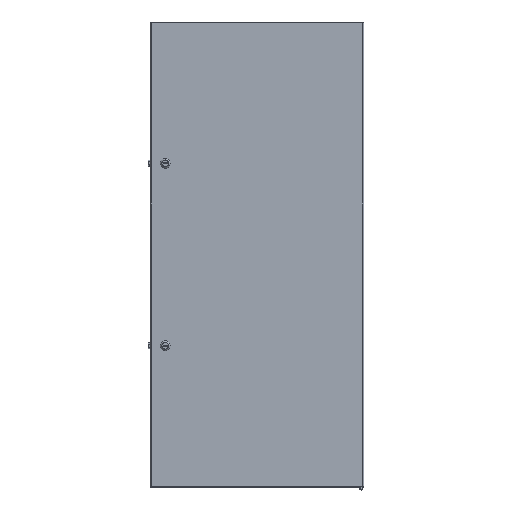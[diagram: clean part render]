
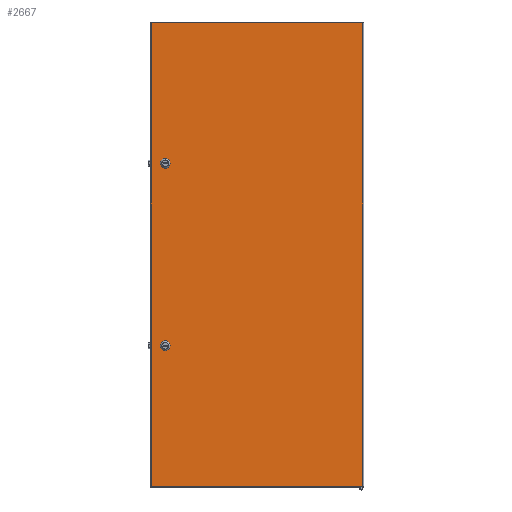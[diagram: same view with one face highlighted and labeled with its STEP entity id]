
A CAD part, top view. The second image highlights one B-rep face of the part: STEP entity #2667.
In plain terms, the highlighted planar face has unit normal (0, 0, 1).
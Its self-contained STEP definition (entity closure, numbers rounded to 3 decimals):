
#44 = CARTESIAN_POINT ( 'NONE',  ( -220.407, -217.556, 9.598 ) ) ;
#144 = CARTESIAN_POINT ( 'NONE',  ( -254.195, -551.056, 9.598 ) ) ;
#232 = DIRECTION ( 'NONE',  ( 1., 0., 0. ) ) ;
#288 = ORIENTED_EDGE ( 'NONE', *, *, #3738, .T. ) ;
#319 = LINE ( 'NONE', #1661, #4016 ) ;
#847 = EDGE_CURVE ( 'NONE', #11113, #14204, #319, .T. ) ;
#1052 = CARTESIAN_POINT ( 'NONE',  ( 248.593, -551.056, 9.598 ) ) ;
#1281 = EDGE_CURVE ( 'NONE', #6143, #11113, #5411, .T. ) ;
#1301 = CIRCLE ( 'NONE', #10130, 9.5 ) ;
#1437 = CARTESIAN_POINT ( 'NONE',  ( -228.407, 220.567, 9.598 ) ) ;
#1494 = DIRECTION ( 'NONE',  ( 0., 0., 1. ) ) ;
#1661 = CARTESIAN_POINT ( 'NONE',  ( 248.593, -551.844, 9.598 ) ) ;
#1794 = DIRECTION ( 'NONE',  ( 0., 0., -1. ) ) ;
#1866 = CARTESIAN_POINT ( 'NONE',  ( -220.407, -217.556, 9.598 ) ) ;
#1870 = VERTEX_POINT ( 'NONE', #3841 ) ;
#2373 = LINE ( 'NONE', #13051, #12793 ) ;
#2667 = ADVANCED_FACE ( 'NONE', ( #5687, #9157, #13843 ), #9083, .T. ) ;
#3019 = EDGE_CURVE ( 'NONE', #11865, #4536, #1301, .T. ) ;
#3022 = EDGE_LOOP ( 'NONE', ( #14162, #9673, #8542, #3682 ) ) ;
#3088 = DIRECTION ( 'NONE',  ( 0., 0., 1. ) ) ;
#3218 = ORIENTED_EDGE ( 'NONE', *, *, #847, .T. ) ;
#3269 = CARTESIAN_POINT ( 'NONE',  ( -228.407, -222.68, 9.598 ) ) ;
#3488 = EDGE_CURVE ( 'NONE', #15099, #6165, #3576, .T. ) ;
#3554 = VECTOR ( 'NONE', #4041, 1000. ) ;
#3576 = CIRCLE ( 'NONE', #5597, 9.5 ) ;
#3682 = ORIENTED_EDGE ( 'NONE', *, *, #11464, .F. ) ;
#3687 = CARTESIAN_POINT ( 'NONE',  ( 249.38, 548.944, 9.598 ) ) ;
#3689 = CARTESIAN_POINT ( 'NONE',  ( -228.407, 220.567, 9.598 ) ) ;
#3738 = EDGE_CURVE ( 'NONE', #6065, #15099, #13847, .T. ) ;
#3841 = CARTESIAN_POINT ( 'NONE',  ( -212.407, 220.567, 9.598 ) ) ;
#4016 = VECTOR ( 'NONE', #9871, 1000. ) ;
#4041 = DIRECTION ( 'NONE',  ( 0., -1., 0. ) ) ;
#4088 = DIRECTION ( 'NONE',  ( 0., 1., 0. ) ) ;
#4238 = CIRCLE ( 'NONE', #12323, 9.5 ) ;
#4536 = VERTEX_POINT ( 'NONE', #8187 ) ;
#4620 = CARTESIAN_POINT ( 'NONE',  ( -228.407, 210.32, 9.598 ) ) ;
#4750 = CARTESIAN_POINT ( 'NONE',  ( -212.407, -222.68, 9.598 ) ) ;
#4903 = ORIENTED_EDGE ( 'NONE', *, *, #3488, .T. ) ;
#5190 = CARTESIAN_POINT ( 'NONE',  ( -228.407, -222.68, 9.598 ) ) ;
#5287 = ORIENTED_EDGE ( 'NONE', *, *, #12968, .T. ) ;
#5411 = LINE ( 'NONE', #144, #6051 ) ;
#5591 = CARTESIAN_POINT ( 'NONE',  ( 248.593, 548.944, 9.598 ) ) ;
#5597 = AXIS2_PLACEMENT_3D ( 'NONE', #1866, #1794, #5650 ) ;
#5650 = DIRECTION ( 'NONE',  ( 1., 0., 0. ) ) ;
#5687 = FACE_BOUND ( 'NONE', #3022, .T. ) ;
#5896 = EDGE_CURVE ( 'NONE', #14204, #9033, #10806, .T. ) ;
#6051 = VECTOR ( 'NONE', #12162, 1000. ) ;
#6065 = VERTEX_POINT ( 'NONE', #15595 ) ;
#6143 = VERTEX_POINT ( 'NONE', #8315 ) ;
#6165 = VERTEX_POINT ( 'NONE', #3269 ) ;
#6168 = VECTOR ( 'NONE', #8427, 1000. ) ;
#6440 = CIRCLE ( 'NONE', #8199, 9.5 ) ;
#6870 = EDGE_LOOP ( 'NONE', ( #288, #4903, #5287, #8108 ) ) ;
#6944 = CARTESIAN_POINT ( 'NONE',  ( -2.407, -1.056, 9.598 ) ) ;
#6953 = VECTOR ( 'NONE', #8507, 1000. ) ;
#7106 = DIRECTION ( 'NONE',  ( 0., -1., 0. ) ) ;
#7319 = DIRECTION ( 'NONE',  ( 0., 1., 0. ) ) ;
#7448 = DIRECTION ( 'NONE',  ( 1., 0., 0. ) ) ;
#7718 = CARTESIAN_POINT ( 'NONE',  ( -253.407, 548.944, 9.598 ) ) ;
#7819 = DIRECTION ( 'NONE',  ( 1., 0., 0. ) ) ;
#8108 = ORIENTED_EDGE ( 'NONE', *, *, #10751, .T. ) ;
#8187 = CARTESIAN_POINT ( 'NONE',  ( -212.407, 210.32, 9.598 ) ) ;
#8199 = AXIS2_PLACEMENT_3D ( 'NONE', #44, #9672, #7448 ) ;
#8200 = EDGE_LOOP ( 'NONE', ( #12512, #14585, #3218, #9650 ) ) ;
#8315 = CARTESIAN_POINT ( 'NONE',  ( -253.407, -551.056, 9.598 ) ) ;
#8427 = DIRECTION ( 'NONE',  ( -1., 0., 0. ) ) ;
#8503 = LINE ( 'NONE', #13336, #9776 ) ;
#8507 = DIRECTION ( 'NONE',  ( 0., -1., 0. ) ) ;
#8542 = ORIENTED_EDGE ( 'NONE', *, *, #3019, .F. ) ;
#9033 = VERTEX_POINT ( 'NONE', #7718 ) ;
#9083 = PLANE ( 'NONE',  #13915 ) ;
#9157 = FACE_OUTER_BOUND ( 'NONE', #8200, .T. ) ;
#9453 = LINE ( 'NONE', #3689, #6953 ) ;
#9650 = ORIENTED_EDGE ( 'NONE', *, *, #5896, .T. ) ;
#9672 = DIRECTION ( 'NONE',  ( 0., 0., -1. ) ) ;
#9673 = ORIENTED_EDGE ( 'NONE', *, *, #10512, .F. ) ;
#9761 = VECTOR ( 'NONE', #4088, 1000. ) ;
#9776 = VECTOR ( 'NONE', #7319, 1000. ) ;
#9871 = DIRECTION ( 'NONE',  ( 0., 1., 0. ) ) ;
#10130 = AXIS2_PLACEMENT_3D ( 'NONE', #12241, #1494, #232 ) ;
#10512 = EDGE_CURVE ( 'NONE', #4536, #1870, #8503, .T. ) ;
#10601 = DIRECTION ( 'NONE',  ( 1., 0., 0. ) ) ;
#10751 = EDGE_CURVE ( 'NONE', #14425, #6065, #6440, .T. ) ;
#10806 = LINE ( 'NONE', #3687, #6168 ) ;
#11113 = VERTEX_POINT ( 'NONE', #1052 ) ;
#11198 = LINE ( 'NONE', #5190, #9761 ) ;
#11205 = VERTEX_POINT ( 'NONE', #1437 ) ;
#11464 = EDGE_CURVE ( 'NONE', #11205, #11865, #9453, .T. ) ;
#11466 = CARTESIAN_POINT ( 'NONE',  ( -212.407, -222.68, 9.598 ) ) ;
#11865 = VERTEX_POINT ( 'NONE', #4620 ) ;
#12113 = EDGE_CURVE ( 'NONE', #1870, #11205, #4238, .T. ) ;
#12162 = DIRECTION ( 'NONE',  ( 1., 0., 0. ) ) ;
#12241 = CARTESIAN_POINT ( 'NONE',  ( -220.407, 215.444, 9.598 ) ) ;
#12323 = AXIS2_PLACEMENT_3D ( 'NONE', #14246, #13149, #10601 ) ;
#12512 = ORIENTED_EDGE ( 'NONE', *, *, #12539, .T. ) ;
#12539 = EDGE_CURVE ( 'NONE', #9033, #6143, #2373, .T. ) ;
#12793 = VECTOR ( 'NONE', #7106, 1000. ) ;
#12968 = EDGE_CURVE ( 'NONE', #6165, #14425, #11198, .T. ) ;
#13051 = CARTESIAN_POINT ( 'NONE',  ( -253.407, 549.732, 9.598 ) ) ;
#13149 = DIRECTION ( 'NONE',  ( 0., 0., 1. ) ) ;
#13336 = CARTESIAN_POINT ( 'NONE',  ( -212.407, 220.567, 9.598 ) ) ;
#13843 = FACE_BOUND ( 'NONE', #6870, .T. ) ;
#13847 = LINE ( 'NONE', #11466, #3554 ) ;
#13915 = AXIS2_PLACEMENT_3D ( 'NONE', #6944, #3088, #7819 ) ;
#14162 = ORIENTED_EDGE ( 'NONE', *, *, #12113, .F. ) ;
#14204 = VERTEX_POINT ( 'NONE', #5591 ) ;
#14246 = CARTESIAN_POINT ( 'NONE',  ( -220.407, 215.444, 9.598 ) ) ;
#14425 = VERTEX_POINT ( 'NONE', #14438 ) ;
#14438 = CARTESIAN_POINT ( 'NONE',  ( -228.407, -212.433, 9.598 ) ) ;
#14585 = ORIENTED_EDGE ( 'NONE', *, *, #1281, .T. ) ;
#15099 = VERTEX_POINT ( 'NONE', #4750 ) ;
#15595 = CARTESIAN_POINT ( 'NONE',  ( -212.407, -212.433, 9.598 ) ) ;
